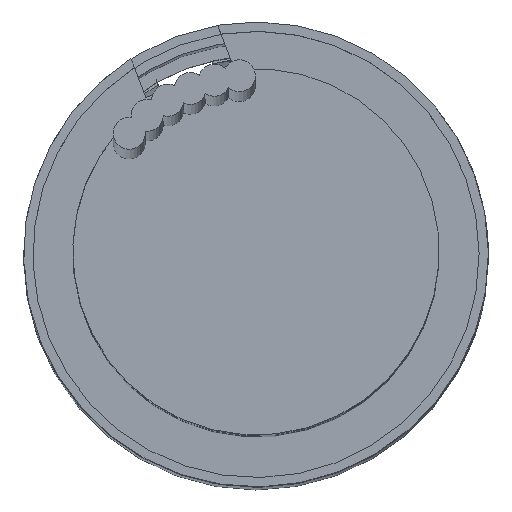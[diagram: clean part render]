
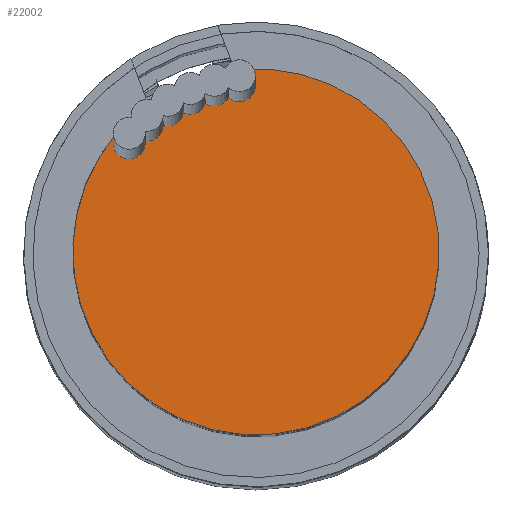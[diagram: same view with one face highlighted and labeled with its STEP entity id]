
A CAD part, top view. The second image highlights one B-rep face of the part: STEP entity #22002.
In plain terms, the highlighted planar face has unit normal (0, 0, 1).
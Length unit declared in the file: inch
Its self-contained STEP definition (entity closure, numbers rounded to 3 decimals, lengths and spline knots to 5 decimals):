
#8223 = CARTESIAN_POINT ( 'NONE',  ( 1.99248, 5.22891, 5.58978 ) ) ;
#8224 = DIRECTION ( 'NONE',  ( -0.807, -0.591, 0. ) ) ;
#8225 = DIRECTION ( 'NONE',  ( 0., 0., 1. ) ) ;
#8226 = CARTESIAN_POINT ( 'NONE',  ( 1.9942, 5.21174, 5.58978 ) ) ;
#8227 = AXIS2_PLACEMENT_3D ( 'NONE', #8226, #8225, #8224 ) ;
#8228 = CIRCLE ( 'NONE', #8227, 0.01725 ) ;
#8229 = CARTESIAN_POINT ( 'NONE',  ( 2.00812, 5.22193, 5.58978 ) ) ;
#8388 = CARTESIAN_POINT ( 'NONE',  ( 2.17103, 5.14928, 5.58978 ) ) ;
#8389 = CARTESIAN_POINT ( 'NONE',  ( 1.85315, 4.91649, 5.58978 ) ) ;
#8390 = DIRECTION ( 'NONE',  ( -0.807, -0.591, 0. ) ) ;
#8391 = DIRECTION ( 'NONE',  ( 0., 0., 1. ) ) ;
#8392 = AXIS2_PLACEMENT_3D ( 'NONE', #8398, #8391, #8390 ) ;
#8393 = CIRCLE ( 'NONE', #8392, 0.197 ) ;
#8398 = CARTESIAN_POINT ( 'NONE',  ( 2.01209, 5.03289, 5.58978 ) ) ;
#8442 = CARTESIAN_POINT ( 'NONE',  ( 1.86265, 5.16125, 5.58978 ) ) ;
#8443 = DIRECTION ( 'NONE',  ( -0.807, -0.591, 0. ) ) ;
#8444 = DIRECTION ( 'NONE',  ( 0., 0., 1. ) ) ;
#8445 = CARTESIAN_POINT ( 'NONE',  ( 2.01209, 5.03289, 5.58978 ) ) ;
#8446 = AXIS2_PLACEMENT_3D ( 'NONE', #8445, #8444, #8443 ) ;
#8447 = CIRCLE ( 'NONE', #8446, 0.197 ) ;
#8448 = CARTESIAN_POINT ( 'NONE',  ( 1.93412, 5.1825, 5.58978 ) ) ;
#8449 = DIRECTION ( 'NONE',  ( -0.807, -0.591, 0. ) ) ;
#8450 = DIRECTION ( 'NONE',  ( 0., 0., 1. ) ) ;
#8451 = CARTESIAN_POINT ( 'NONE',  ( 1.94139, 5.19815, 5.58978 ) ) ;
#8452 = AXIS2_PLACEMENT_3D ( 'NONE', #8451, #8450, #8449 ) ;
#8453 = CIRCLE ( 'NONE', #8452, 0.01725 ) ;
#8533 = DIRECTION ( 'NONE',  ( -0.807, -0.591, 0. ) ) ;
#8534 = DIRECTION ( 'NONE',  ( 0., 0., 1. ) ) ;
#8535 = CARTESIAN_POINT ( 'NONE',  ( 1.87574, 5.15001, 5.58978 ) ) ;
#8536 = AXIS2_PLACEMENT_3D ( 'NONE', #8535, #8534, #8533 ) ;
#8537 = CIRCLE ( 'NONE', #8536, 0.01725 ) ;
#8556 = CIRCLE ( 'NONE', #8618, 0.01725 ) ;
#8561 = CARTESIAN_POINT ( 'NONE',  ( 1.89508, 5.16934, 5.58978 ) ) ;
#8608 = CARTESIAN_POINT ( 'NONE',  ( 1.95772, 5.1926, 5.58978 ) ) ;
#8615 = CARTESIAN_POINT ( 'NONE',  ( 1.89284, 5.15224, 5.58978 ) ) ;
#8616 = DIRECTION ( 'NONE',  ( -0.807, -0.591, 0. ) ) ;
#8617 = DIRECTION ( 'NONE',  ( 0., 0., 1. ) ) ;
#8618 = AXIS2_PLACEMENT_3D ( 'NONE', #8561, #8617, #8616 ) ;
#8619 = CARTESIAN_POINT ( 'NONE',  ( 1.91233, 5.16894, 5.58978 ) ) ;
#8620 = DIRECTION ( 'NONE',  ( -0.807, -0.591, 0. ) ) ;
#8621 = DIRECTION ( 'NONE',  ( 0., 0., 1. ) ) ;
#8622 = AXIS2_PLACEMENT_3D ( 'NONE', #8628, #8621, #8620 ) ;
#8623 = CIRCLE ( 'NONE', #8622, 0.01725 ) ;
#8628 = CARTESIAN_POINT ( 'NONE',  ( 1.91714, 5.18551, 5.58978 ) ) ;
#8656 = DIRECTION ( 'NONE',  ( -0.807, -0.591, 0. ) ) ;
#8657 = DIRECTION ( 'NONE',  ( 0., 0., 1. ) ) ;
#8658 = CARTESIAN_POINT ( 'NONE',  ( 2.01209, 5.03289, 5.58978 ) ) ;
#8659 = AXIS2_PLACEMENT_3D ( 'NONE', #8658, #8657, #8656 ) ;
#8660 = CIRCLE ( 'NONE', #8659, 0.197 ) ;
#8849 = FACE_OUTER_BOUND ( 'NONE', #22003, .T. ) ;
#8850 = DIRECTION ( 'NONE',  ( -0.807, -0.591, 0. ) ) ;
#8851 = DIRECTION ( 'NONE',  ( 0., 0., 1. ) ) ;
#8852 = CARTESIAN_POINT ( 'NONE',  ( 1.9942, 5.21174, 5.58978 ) ) ;
#8853 = AXIS2_PLACEMENT_3D ( 'NONE', #8852, #8851, #8850 ) ;
#8854 = CIRCLE ( 'NONE', #8853, 0.01725 ) ;
#8856 = CARTESIAN_POINT ( 'NONE',  ( 1.98258, 5.199, 5.58978 ) ) ;
#8889 = DIRECTION ( 'NONE',  ( -0.807, -0.591, 0. ) ) ;
#8890 = DIRECTION ( 'NONE',  ( 0., 0., 1. ) ) ;
#8891 = CARTESIAN_POINT ( 'NONE',  ( 2.01209, 5.03289, 5.58978 ) ) ;
#8892 = AXIS2_PLACEMENT_3D ( 'NONE', #8891, #8890, #8889 ) ;
#8893 = PLANE ( 'NONE',  #8892 ) ;
#9039 = DIRECTION ( 'NONE',  ( -0.807, -0.591, 0. ) ) ;
#9040 = DIRECTION ( 'NONE',  ( 0., 0., 1. ) ) ;
#9041 = CARTESIAN_POINT ( 'NONE',  ( 1.96728, 5.20696, 5.58978 ) ) ;
#9042 = AXIS2_PLACEMENT_3D ( 'NONE', #9041, #9040, #9039 ) ;
#9043 = CIRCLE ( 'NONE', #9042, 0.01725 ) ;
#21796 = VERTEX_POINT ( 'NONE', #8229 ) ;
#21798 = EDGE_CURVE ( 'NONE', #21796, #21799, #8228, .T. ) ;
#21799 = VERTEX_POINT ( 'NONE', #8223 ) ;
#21853 = EDGE_CURVE ( 'NONE', #21854, #21855, #8393, .T. ) ;
#21854 = VERTEX_POINT ( 'NONE', #8389 ) ;
#21855 = VERTEX_POINT ( 'NONE', #8388 ) ;
#21871 = EDGE_CURVE ( 'NONE', #21872, #21932, #8453, .T. ) ;
#21872 = VERTEX_POINT ( 'NONE', #8448 ) ;
#21876 = EDGE_CURVE ( 'NONE', #21877, #21854, #8447, .T. ) ;
#21877 = VERTEX_POINT ( 'NONE', #8442 ) ;
#21917 = EDGE_CURVE ( 'NONE', #21877, #21927, #8537, .T. ) ;
#21926 = EDGE_CURVE ( 'NONE', #21927, #21945, #8556, .T. ) ;
#21927 = VERTEX_POINT ( 'NONE', #8615 ) ;
#21932 = VERTEX_POINT ( 'NONE', #8608 ) ;
#21944 = EDGE_CURVE ( 'NONE', #21945, #21872, #8623, .T. ) ;
#21945 = VERTEX_POINT ( 'NONE', #8619 ) ;
#21952 = EDGE_CURVE ( 'NONE', #21855, #21799, #8660, .T. ) ;
#21999 = VERTEX_POINT ( 'NONE', #8856 ) ;
#22001 = EDGE_CURVE ( 'NONE', #21999, #21796, #8854, .T. ) ;
#22002 = ADVANCED_FACE ( 'NONE', ( #8849 ), #8893, .T. ) ;
#22003 = EDGE_LOOP ( 'NONE', ( #22004, #22060, #22062, #22063, #22064, #22065, #22066, #22067, #22068, #22069 ) ) ;
#22004 = ORIENTED_EDGE ( 'NONE', *, *, #22001, .F. ) ;
#22060 = ORIENTED_EDGE ( 'NONE', *, *, #22061, .F. ) ;
#22061 = EDGE_CURVE ( 'NONE', #21932, #21999, #9043, .T. ) ;
#22062 = ORIENTED_EDGE ( 'NONE', *, *, #21871, .F. ) ;
#22063 = ORIENTED_EDGE ( 'NONE', *, *, #21944, .F. ) ;
#22064 = ORIENTED_EDGE ( 'NONE', *, *, #21926, .F. ) ;
#22065 = ORIENTED_EDGE ( 'NONE', *, *, #21917, .F. ) ;
#22066 = ORIENTED_EDGE ( 'NONE', *, *, #21876, .T. ) ;
#22067 = ORIENTED_EDGE ( 'NONE', *, *, #21853, .T. ) ;
#22068 = ORIENTED_EDGE ( 'NONE', *, *, #21952, .T. ) ;
#22069 = ORIENTED_EDGE ( 'NONE', *, *, #21798, .F. ) ;
